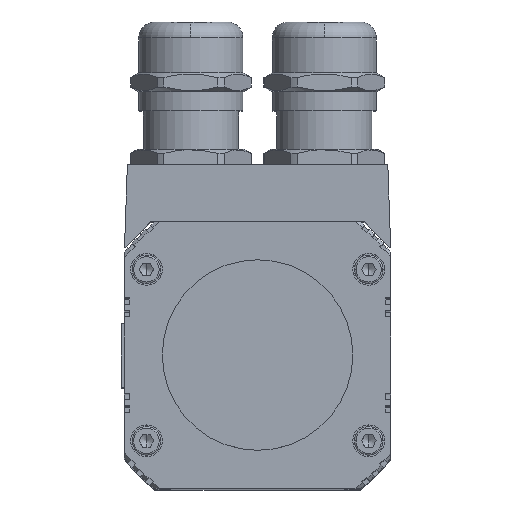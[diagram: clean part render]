
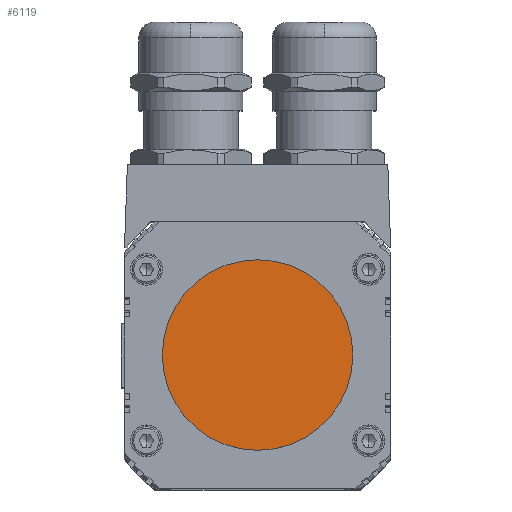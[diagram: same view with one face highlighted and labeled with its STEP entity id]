
A CAD part, top view. The second image highlights one B-rep face of the part: STEP entity #6119.
In plain terms, the highlighted planar face has unit normal (0, 0, 1).
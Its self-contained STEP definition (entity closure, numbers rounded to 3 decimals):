
#5243=CARTESIAN_POINT('',(15.0,0.,136.0));
#5244=VERTEX_POINT('',#5243);
#5260=CARTESIAN_POINT('',(-15.0,0.,136.0));
#5261=VERTEX_POINT('',#5260);
#5268=CARTESIAN_POINT('',(0.0,0.0,136.0));
#5269=DIRECTION('',(0.0,0.0,-1.0));
#5270=DIRECTION('',(1.0,0.0,0.0));
#5271=AXIS2_PLACEMENT_3D('',#5268,#5269,#5270);
#5272=CIRCLE('',#5271,15.0);
#5273=EDGE_CURVE('',#5261,#5244,#5272,.T.);
#6092=CARTESIAN_POINT('',(0.0,0.0,136.0));
#6093=DIRECTION('',(0.0,0.0,-1.0));
#6094=DIRECTION('',(1.0,0.0,0.0));
#6095=AXIS2_PLACEMENT_3D('',#6092,#6093,#6094);
#6096=CIRCLE('',#6095,15.0);
#6097=EDGE_CURVE('',#5244,#5261,#6096,.T.);
#6110=CARTESIAN_POINT('',(0.0,0.0,136.0));
#6111=DIRECTION('',(0.0,0.0,-1.0));
#6112=DIRECTION('',(1.0,0.0,0.0));
#6113=AXIS2_PLACEMENT_3D('',#6110,#6111,#6112);
#6114=PLANE('',#6113);
#6115=ORIENTED_EDGE('',*,*,#5273,.F.);
#6116=ORIENTED_EDGE('',*,*,#6097,.F.);
#6117=EDGE_LOOP('',(#6115,#6116));
#6118=FACE_OUTER_BOUND('',#6117,.T.);
#6119=ADVANCED_FACE('',(#6118),#6114,.F.);
